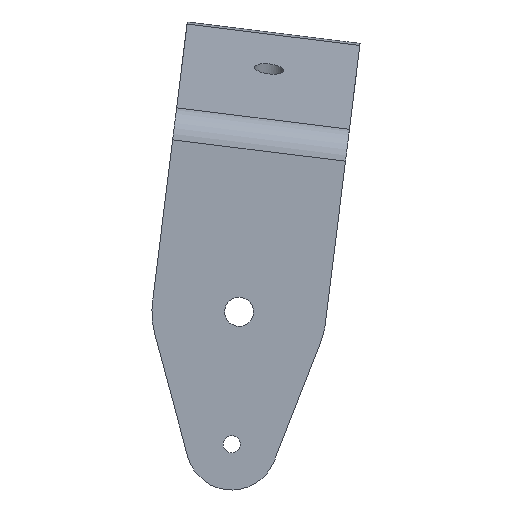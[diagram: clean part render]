
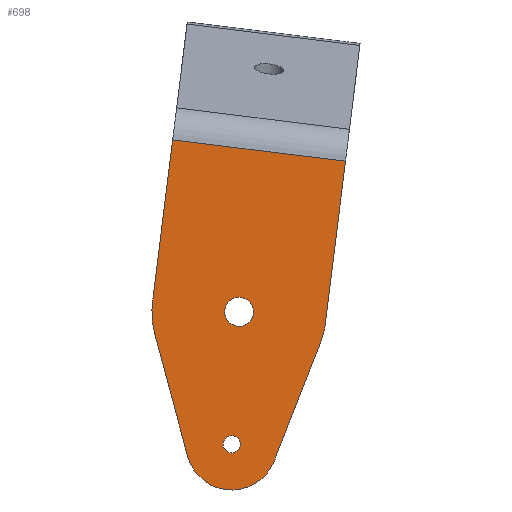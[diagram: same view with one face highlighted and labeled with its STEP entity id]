
A CAD part, left-side view. The second image highlights one B-rep face of the part: STEP entity #698.
In plain terms, the highlighted planar face has unit normal (-1, 0, 0).
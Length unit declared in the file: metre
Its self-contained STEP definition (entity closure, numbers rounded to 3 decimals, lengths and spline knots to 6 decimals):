
#32=PLANE('',#785);
#64=CIRCLE('',#769,0.012123);
#67=CIRCLE('',#773,0.012123);
#69=CIRCLE('',#776,0.00635);
#70=CIRCLE('',#779,0.001191);
#72=CIRCLE('',#782,0.002019);
#218=ORIENTED_EDGE('',*,*,#352,.T.);
#219=ORIENTED_EDGE('',*,*,#350,.T.);
#220=ORIENTED_EDGE('',*,*,#346,.F.);
#221=ORIENTED_EDGE('',*,*,#355,.F.);
#222=ORIENTED_EDGE('',*,*,#338,.F.);
#223=ORIENTED_EDGE('',*,*,#318,.F.);
#224=ORIENTED_EDGE('',*,*,#356,.T.);
#225=ORIENTED_EDGE('',*,*,#303,.T.);
#226=ORIENTED_EDGE('',*,*,#343,.F.);
#227=ORIENTED_EDGE('',*,*,#349,.F.);
#303=EDGE_CURVE('',#393,#392,#453,.T.);
#318=EDGE_CURVE('',#406,#407,#460,.T.);
#338=EDGE_CURVE('',#407,#418,#64,.T.);
#343=EDGE_CURVE('',#421,#392,#67,.T.);
#346=EDGE_CURVE('',#424,#425,#69,.T.);
#349=EDGE_CURVE('',#425,#421,#479,.T.);
#350=EDGE_CURVE('',#426,#426,#70,.T.);
#352=EDGE_CURVE('',#428,#428,#72,.T.);
#355=EDGE_CURVE('',#418,#424,#481,.T.);
#356=EDGE_CURVE('',#406,#393,#482,.F.);
#392=VERTEX_POINT('',#1081);
#393=VERTEX_POINT('',#1083);
#406=VERTEX_POINT('',#1111);
#407=VERTEX_POINT('',#1113);
#418=VERTEX_POINT('',#1153);
#421=VERTEX_POINT('',#1161);
#424=VERTEX_POINT('',#1168);
#425=VERTEX_POINT('',#1170);
#426=VERTEX_POINT('',#1177);
#428=VERTEX_POINT('',#1182);
#453=LINE('',#1082,#509);
#460=LINE('',#1112,#516);
#479=LINE('',#1174,#535);
#481=LINE('',#1187,#537);
#482=LINE('',#1189,#538);
#509=VECTOR('',#868,1.);
#516=VECTOR('',#893,1.);
#535=VECTOR('',#960,1.);
#537=VECTOR('',#976,1.);
#538=VECTOR('',#979,1.);
#580=EDGE_LOOP('',(#218));
#581=EDGE_LOOP('',(#219));
#582=EDGE_LOOP('',(#220,#221,#222,#223,#224,#225,#226,#227));
#634=FACE_BOUND('',#580,.T.);
#635=FACE_BOUND('',#581,.T.);
#636=FACE_BOUND('',#582,.T.);
#698=ADVANCED_FACE('',(#634,#635,#636),#32,.T.);
#769=AXIS2_PLACEMENT_3D('',#1152,#937,#938);
#773=AXIS2_PLACEMENT_3D('',#1162,#947,#948);
#776=AXIS2_PLACEMENT_3D('',#1169,#954,#955);
#779=AXIS2_PLACEMENT_3D('',#1176,#963,#964);
#782=AXIS2_PLACEMENT_3D('',#1181,#969,#970);
#785=AXIS2_PLACEMENT_3D('',#1188,#977,#978);
#868=DIRECTION('',(0.,0.123,-0.992));
#893=DIRECTION('',(0.,0.123,-0.992));
#937=DIRECTION('',(1.,0.,0.));
#938=DIRECTION('',(0.,1.,0.));
#947=DIRECTION('',(1.,0.,0.));
#948=DIRECTION('',(0.,1.,0.));
#954=DIRECTION('',(1.,0.,0.));
#955=DIRECTION('',(0.,1.,0.));
#960=DIRECTION('',(0.,0.259,0.966));
#963=DIRECTION('',(1.,0.,0.));
#964=DIRECTION('',(0.,1.,0.));
#969=DIRECTION('',(1.,0.,0.));
#970=DIRECTION('',(0.,0.156,-0.988));
#976=DIRECTION('',(0.,0.365,-0.931));
#977=DIRECTION('',(-1.,0.,0.));
#978=DIRECTION('',(0.,1.,0.));
#979=DIRECTION('',(0.,-0.992,-0.123));
#1081=CARTESIAN_POINT('',(-0.04243,-0.222089,0.14384));
#1082=CARTESIAN_POINT('',(-0.04243,-0.223076,0.151796));
#1083=CARTESIAN_POINT('',(-0.04243,-0.224799,0.165689));
#1111=CARTESIAN_POINT('',(-0.04243,-0.248832,0.162709));
#1112=CARTESIAN_POINT('',(-0.04243,-0.247109,0.148815));
#1113=CARTESIAN_POINT('',(-0.04243,-0.246123,0.14086));
#1152=CARTESIAN_POINT('',(-0.04243,-0.234034,0.141772));
#1153=CARTESIAN_POINT('',(-0.04243,-0.245322,0.137352));
#1161=CARTESIAN_POINT('',(-0.04243,-0.222327,0.138627));
#1162=CARTESIAN_POINT('',(-0.04243,-0.234034,0.141772));
#1168=CARTESIAN_POINT('',(-0.04243,-0.238924,0.121012));
#1169=CARTESIAN_POINT('',(-0.04243,-0.233011,0.123328));
#1170=CARTESIAN_POINT('',(-0.04243,-0.226879,0.12168));
#1174=CARTESIAN_POINT('',(-0.04243,-0.224603,0.130154));
#1176=CARTESIAN_POINT('',(-0.04243,-0.233011,0.123328));
#1177=CARTESIAN_POINT('',(-0.04243,-0.231821,0.123328));
#1181=CARTESIAN_POINT('',(-0.04243,-0.234034,0.141772));
#1182=CARTESIAN_POINT('',(-0.04243,-0.233718,0.139777));
#1187=CARTESIAN_POINT('',(-0.04243,-0.242123,0.129182));
#1188=CARTESIAN_POINT('',(-0.04243,-0.319996,0.016655));
#1189=CARTESIAN_POINT('',(-0.04243,-0.236815,0.164199));
